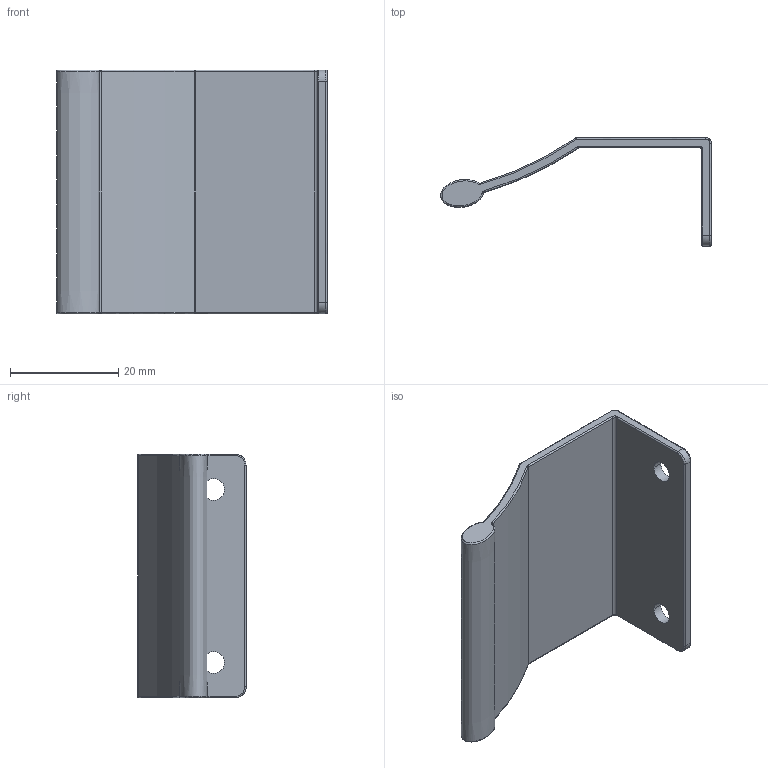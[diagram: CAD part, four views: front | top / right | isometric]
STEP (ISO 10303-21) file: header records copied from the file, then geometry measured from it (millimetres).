
FILE_DESCRIPTION(('Creo Elements/Direct Modeling STEP Export'),'2;1');
FILE_NAME('2005-45.stp','2017-09-07T11:23:47',(''),(''),'Creo Elements/Direct Modeling STEP processor for AP214 (Solid Model)','Creo Elements/Direct Modeling 20.0 12-Nov-2016 (C) Parametric Technology GmbH','');
FILE_SCHEMA(('AUTOMOTIVE_DESIGN { 1 0 10303 214 1 1 1 1 }'));
Length unit declared in the file: millimetre
Products named in the file (1): 2005-45
Bounding box: 50 x 20 x 45 mm (x, y, z)
Volume: 6411.5 mm3; surface area: 6764.4 mm2
Topology: 1 solids, 1 shells, 54 faces, 124 edges, 72 vertices
Faces by surface type: bspline 22, cylinder 14, extrusion 11, plane 7
Entity records: 5425 total; most frequent: CARTESIAN_POINT 4484, ORIENTED_EDGE 248, EDGE_CURVE 124, DIRECTION 103, VERTEX_POINT 72, EDGE_LOOP 58, FACE_OUTER_BOUND 54, ADVANCED_FACE 54
